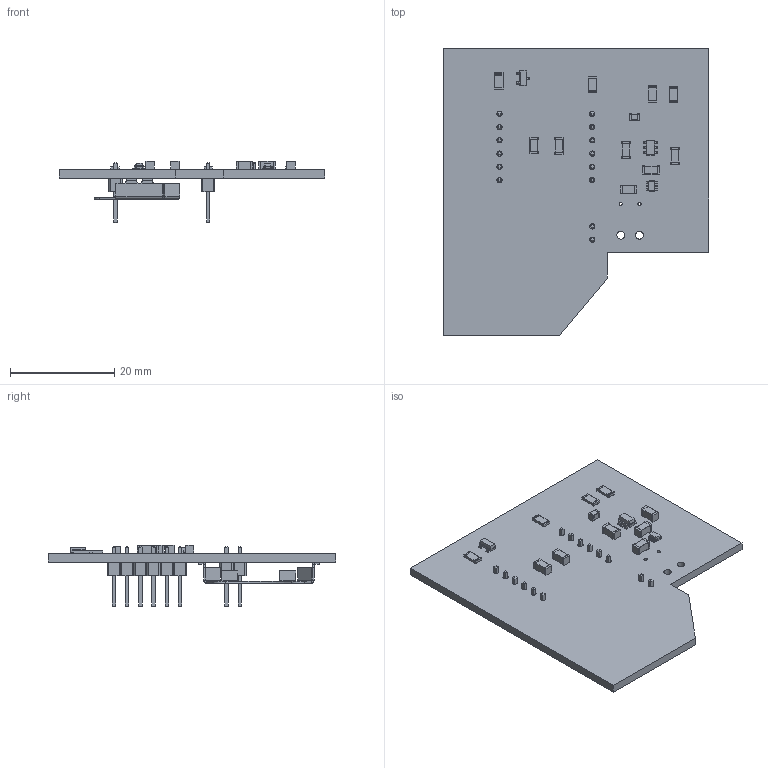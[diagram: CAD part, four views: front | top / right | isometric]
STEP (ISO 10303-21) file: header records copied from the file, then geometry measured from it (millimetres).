
FILE_DESCRIPTION(('KiCad electronic assembly'),'2;1');
FILE_NAME('fox_hunt_2m_fm.step','2021-05-19T15:05:25',('An Author'),( 'A Company'),'Open CASCADE STEP processor 6.9', 'KiCad to STEP converter','Unknown');
FILE_SCHEMA(('AUTOMOTIVE_DESIGN { 1 0 10303 214 1 1 1 1 }'));
Length unit declared in the file: millimetre
Products named in the file (20): Open CASCADE STEP translator 6.9 1; SOT-363_SC-70-6; SOLID; SOT-23-6; R_1206_3216Metric; SOT-23; L_0805_2012Metric; PinHeader_1x02_P2.54mm_Vertical; PinHeader_1x06_P2.54mm_Vertical; C_1206_3216Metric; BatteryHolder_Keystone_3034_1x20mm; COMPOUND
Assembly tree (28 placements, depth 3):
  Open CASCADE STEP translator 6.9 1
    SOT-363_SC-70-6
      SOLID
    SOT-23-6
      SOLID
    R_1206_3216Metric  x4
      SOLID
    SOT-23
      SOLID
    L_0805_2012Metric
      SOLID
    PinHeader_1x02_P2.54mm_Vertical
      SOLID
    PinHeader_1x06_P2.54mm_Vertical  x2
      SOLID
    C_1206_3216Metric  x6
      SOLID
    BatteryHolder_Keystone_3034_1x20mm
      SOLID
    COMPOUND
Bounding box: 50.93 x 55.12 x 11.84 mm (x, y, z)
Volume: 4371.5 mm3; surface area: 7044.6 mm2
Topology: 19 solids, 19 shells, 1157 faces, 2865 edges, 1788 vertices
Faces by surface type: plane 835, cylinder 235, bspline 87
Full cylindrical faces by diameter (mm): 0.6 x2, 1 x14, 1.5 x2
Entity records: 53036 total; most frequent: CARTESIAN_POINT 9327, DIRECTION 7202, LINE 4972, VECTOR 4972, ORIENTED_EDGE 3894, PCURVE 3894, DEFINITIONAL_REPRESENTATION 3894, EDGE_CURVE 1947
